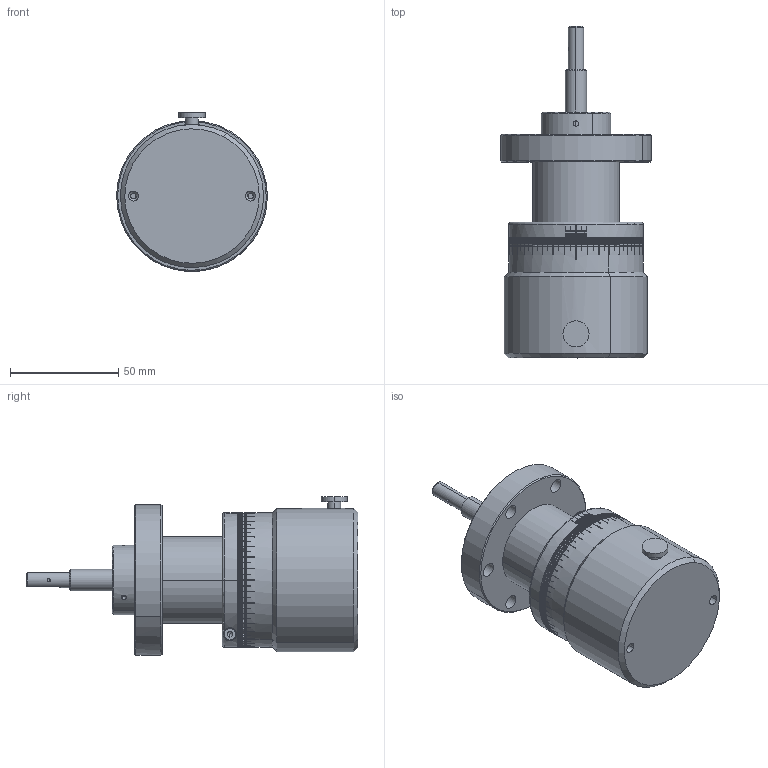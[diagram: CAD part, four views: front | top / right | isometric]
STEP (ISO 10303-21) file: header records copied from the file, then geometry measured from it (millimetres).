
FILE_DESCRIPTION(('CATIA V5 STEP Exchange'),'2;1');
FILE_NAME('RD40SC.stp','2017-10-23T14:46:38+00:00',('none'),('none'),'CATIA Version 5 Release 20 SP 7 (IN-10)','CATIA V5 STEP AP214','none');
FILE_SCHEMA(('AUTOMOTIVE_DESIGN { 1 0 10303 214 1 1 1 1 }'));
Products named in the file (13): RD40SC; LHRDKL40; 23130; RD40SU; 23124; 23125; 423; 17103012; TU40-90; 40009-90; 104; 107; 41551
Assembly tree (12 placements, depth 3):
  RD40SC
    LHRDKL40
      23130
    RD40SU
      23124
      23125
      423
      17103012
    TU40-90
      40009-90
      104
      107
    41551
Bounding box: 69.49 x 153 x 73.25 mm (x, y, z)
Volume: 124652.2 mm3; surface area: 85859.1 mm2
Topology: 9 solids, 9 shells, 1817 faces, 5338 edges, 3566 vertices
Faces by surface type: plane 1586, cylinder 178, cone 44, torus 9
Entity records: 57597 total; most frequent: CARTESIAN_POINT 10795, ORIENTED_EDGE 10672, DIRECTION 8001, EDGE_CURVE 5336, VECTOR 4337, LINE 4337, VERTEX_POINT 3566, AXIS2_PLACEMENT_3D 2305
